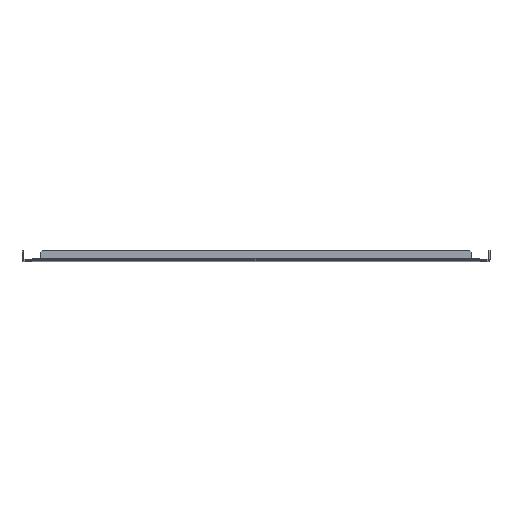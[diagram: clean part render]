
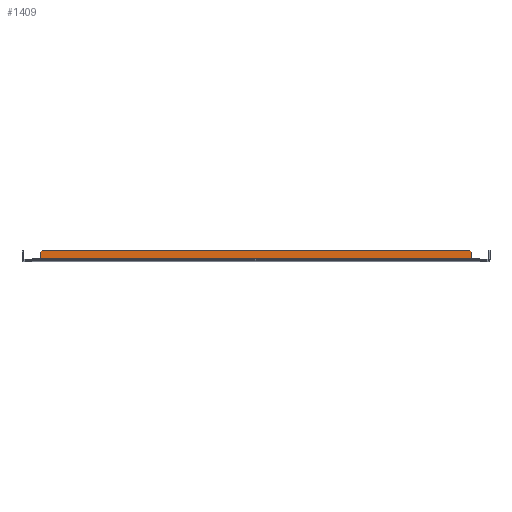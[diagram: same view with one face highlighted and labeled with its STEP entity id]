
A CAD part, top view. The second image highlights one B-rep face of the part: STEP entity #1409.
In plain terms, the highlighted planar face has unit normal (0, 0, 1).
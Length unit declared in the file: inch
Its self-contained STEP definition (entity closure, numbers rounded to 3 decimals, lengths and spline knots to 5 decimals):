
#351 = AXIS2_PLACEMENT_3D ( 'NONE', #7403, #1843, #700 ) ;
#416 = VERTEX_POINT ( 'NONE', #7248 ) ;
#554 = DIRECTION ( 'NONE',  ( -1., 0., 0. ) ) ;
#624 = EDGE_CURVE ( 'NONE', #3558, #4402, #1108, .T. ) ;
#700 = DIRECTION ( 'NONE',  ( 0., 1., 0. ) ) ;
#735 = DIRECTION ( 'NONE',  ( -0.707, -0.707, 0. ) ) ;
#770 = CARTESIAN_POINT ( 'NONE',  ( -15.74, 0.625, 20.085 ) ) ;
#1108 = LINE ( 'NONE', #2078, #4104 ) ;
#1126 = VECTOR ( 'NONE', #7382, 39.37008 ) ;
#1409 = ADVANCED_FACE ( 'NONE', ( #6764 ), #4286, .F. ) ;
#1584 = EDGE_CURVE ( 'NONE', #3446, #5530, #7699, .T. ) ;
#1794 = EDGE_CURVE ( 'NONE', #3050, #3446, #2947, .T. ) ;
#1812 = DIRECTION ( 'NONE',  ( 0., 0., -1. ) ) ;
#1843 = DIRECTION ( 'NONE',  ( 0., 0., -1. ) ) ;
#1940 = CARTESIAN_POINT ( 'NONE',  ( -15.615, 0.75, 20.085 ) ) ;
#2028 = ORIENTED_EDGE ( 'NONE', *, *, #1584, .T. ) ;
#2049 = DIRECTION ( 'NONE',  ( 0., -1., 0. ) ) ;
#2078 = CARTESIAN_POINT ( 'NONE',  ( 15.74, 0.75, 20.085 ) ) ;
#2375 = VECTOR ( 'NONE', #554, 39.37008 ) ;
#2522 = EDGE_CURVE ( 'NONE', #5530, #416, #4858, .T. ) ;
#2635 = VECTOR ( 'NONE', #3274, 39.37008 ) ;
#2671 = ORIENTED_EDGE ( 'NONE', *, *, #5726, .F. ) ;
#2728 = CARTESIAN_POINT ( 'NONE',  ( 15.74, 0.171, 20.085 ) ) ;
#2947 = LINE ( 'NONE', #5552, #7229 ) ;
#3027 = LINE ( 'NONE', #6410, #2635 ) ;
#3043 = DIRECTION ( 'NONE',  ( 0., 1., 0. ) ) ;
#3050 = VERTEX_POINT ( 'NONE', #1940 ) ;
#3131 = CARTESIAN_POINT ( 'NONE',  ( 15.74, 0.625, 20.085 ) ) ;
#3274 = DIRECTION ( 'NONE',  ( -1., 0., 0. ) ) ;
#3276 = CARTESIAN_POINT ( 'NONE',  ( -15.74, 0.171, 20.085 ) ) ;
#3446 = VERTEX_POINT ( 'NONE', #770 ) ;
#3495 = EDGE_CURVE ( 'NONE', #7641, #3050, #3027, .T. ) ;
#3558 = VERTEX_POINT ( 'NONE', #2728 ) ;
#3800 = EDGE_LOOP ( 'NONE', ( #2671, #7552, #6488, #6683, #6820, #7333, #2028, #4376 ) ) ;
#3888 = EDGE_CURVE ( 'NONE', #4402, #7641, #4712, .T. ) ;
#4104 = VECTOR ( 'NONE', #4559, 39.37008 ) ;
#4264 = VECTOR ( 'NONE', #2049, 39.37008 ) ;
#4286 = PLANE ( 'NONE',  #6423 ) ;
#4313 = CARTESIAN_POINT ( 'NONE',  ( -17.664, 0.75, 20.085 ) ) ;
#4376 = ORIENTED_EDGE ( 'NONE', *, *, #2522, .T. ) ;
#4402 = VERTEX_POINT ( 'NONE', #5129 ) ;
#4529 = AXIS2_PLACEMENT_3D ( 'NONE', #4877, #1812, #3043 ) ;
#4559 = DIRECTION ( 'NONE',  ( 0., 1., 0. ) ) ;
#4712 = LINE ( 'NONE', #3131, #1126 ) ;
#4858 = CIRCLE ( 'NONE', #4529, 0.063 ) ;
#4877 = CARTESIAN_POINT ( 'NONE',  ( -15.803, 0.171, 20.085 ) ) ;
#4914 = DIRECTION ( 'NONE',  ( 0., 1., 0. ) ) ;
#5018 = CARTESIAN_POINT ( 'NONE',  ( 15.615, 0.75, 20.085 ) ) ;
#5072 = CARTESIAN_POINT ( 'NONE',  ( -15.74, 0.171, 20.085 ) ) ;
#5129 = CARTESIAN_POINT ( 'NONE',  ( 15.74, 0.625, 20.085 ) ) ;
#5467 = DIRECTION ( 'NONE',  ( 0., 0., -1. ) ) ;
#5506 = LINE ( 'NONE', #7735, #2375 ) ;
#5530 = VERTEX_POINT ( 'NONE', #3276 ) ;
#5552 = CARTESIAN_POINT ( 'NONE',  ( -15.615, 0.75, 20.085 ) ) ;
#5726 = EDGE_CURVE ( 'NONE', #7543, #416, #5506, .T. ) ;
#5786 = CIRCLE ( 'NONE', #351, 0.063 ) ;
#5831 = CARTESIAN_POINT ( 'NONE',  ( 15.74656, 0.143, 20.085 ) ) ;
#6410 = CARTESIAN_POINT ( 'NONE',  ( -17.664, 0.75, 20.085 ) ) ;
#6423 = AXIS2_PLACEMENT_3D ( 'NONE', #4313, #5467, #4914 ) ;
#6488 = ORIENTED_EDGE ( 'NONE', *, *, #624, .T. ) ;
#6683 = ORIENTED_EDGE ( 'NONE', *, *, #3888, .T. ) ;
#6764 = FACE_OUTER_BOUND ( 'NONE', #3800, .T. ) ;
#6820 = ORIENTED_EDGE ( 'NONE', *, *, #3495, .T. ) ;
#7179 = EDGE_CURVE ( 'NONE', #7543, #3558, #5786, .T. ) ;
#7229 = VECTOR ( 'NONE', #735, 39.37008 ) ;
#7248 = CARTESIAN_POINT ( 'NONE',  ( -15.74656, 0.143, 20.085 ) ) ;
#7333 = ORIENTED_EDGE ( 'NONE', *, *, #1794, .T. ) ;
#7382 = DIRECTION ( 'NONE',  ( -0.707, 0.707, 0. ) ) ;
#7403 = CARTESIAN_POINT ( 'NONE',  ( 15.803, 0.171, 20.085 ) ) ;
#7543 = VERTEX_POINT ( 'NONE', #5831 ) ;
#7552 = ORIENTED_EDGE ( 'NONE', *, *, #7179, .T. ) ;
#7641 = VERTEX_POINT ( 'NONE', #5018 ) ;
#7699 = LINE ( 'NONE', #5072, #4264 ) ;
#7735 = CARTESIAN_POINT ( 'NONE',  ( 16.37525, 0.143, 20.085 ) ) ;
